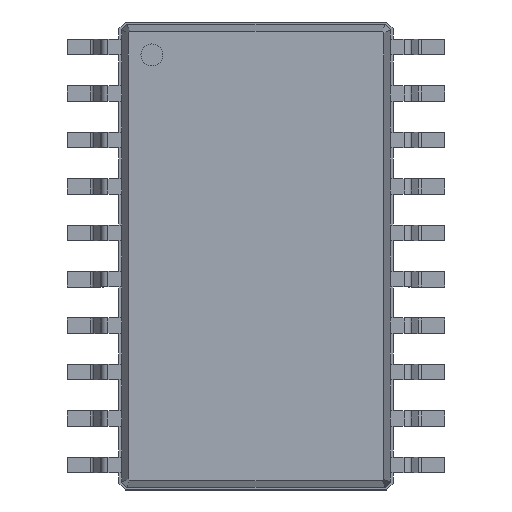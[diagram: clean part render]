
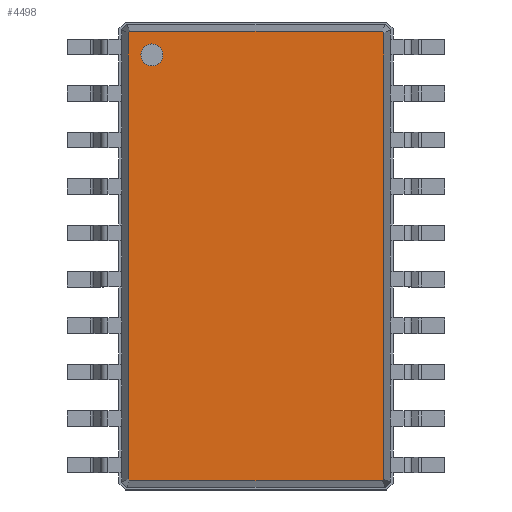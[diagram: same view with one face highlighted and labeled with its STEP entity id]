
A CAD part, top view. The second image highlights one B-rep face of the part: STEP entity #4498.
In plain terms, the highlighted planar face has unit normal (0, 0, 1).
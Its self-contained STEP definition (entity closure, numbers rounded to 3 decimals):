
#13=DIRECTION('',(0.,0.,1.));
#27=VECTOR('',#28,1.);
#28=DIRECTION('',(1.,0.,0.));
#51=VECTOR('',#52,1.);
#52=DIRECTION('',(0.707,-0.707,0.));
#58=VECTOR('',#59,1.);
#59=DIRECTION('',(0.,-1.,0.));
#65=VECTOR('',#66,1.);
#66=DIRECTION('',(-0.707,-0.707,0.));
#72=VECTOR('',#73,1.);
#73=DIRECTION('',(-1.,0.,0.));
#79=VECTOR('',#80,1.);
#80=DIRECTION('',(-0.707,0.707,0.));
#86=VECTOR('',#87,1.);
#87=DIRECTION('',(0.,1.,0.));
#91=VECTOR('',#92,1.);
#92=DIRECTION('',(0.707,0.707,0.));
#1405=VERTEX_POINT('',#1406);
#1406=CARTESIAN_POINT('',(-3.497,6.098,2.55));
#1408=ORIENTED_EDGE('',*,*,#1409,.F.);
#1409=EDGE_CURVE('',#1410,#1405,#1412,.T.);
#1410=VERTEX_POINT('',#1411);
#1411=CARTESIAN_POINT('',(-3.497,-6.098,2.55));
#1412=LINE('',#1411,#86);
#1423=VERTEX_POINT('',#1424);
#1424=CARTESIAN_POINT('',(-3.448,6.147,2.55));
#1426=ORIENTED_EDGE('',*,*,#1427,.F.);
#1427=EDGE_CURVE('',#1405,#1423,#1428,.T.);
#1428=LINE('',#1406,#91);
#1437=VERTEX_POINT('',#1438);
#1438=CARTESIAN_POINT('',(3.448,6.147,2.55));
#1440=ORIENTED_EDGE('',*,*,#1441,.F.);
#1441=EDGE_CURVE('',#1423,#1437,#1442,.T.);
#1442=LINE('',#1424,#27);
#1451=VERTEX_POINT('',#1452);
#1452=CARTESIAN_POINT('',(3.497,6.098,2.55));
#1454=ORIENTED_EDGE('',*,*,#1455,.F.);
#1455=EDGE_CURVE('',#1437,#1451,#1456,.T.);
#1456=LINE('',#1438,#51);
#1545=VERTEX_POINT('',#1546);
#1546=CARTESIAN_POINT('',(3.497,-6.098,2.55));
#1548=ORIENTED_EDGE('',*,*,#1549,.F.);
#1549=EDGE_CURVE('',#1451,#1545,#1550,.T.);
#1550=LINE('',#1452,#58);
#4498=ADVANCED_FACE('',(#4499,#4514),#4524,.T.);
#4499=FACE_BOUND('',#4500,.T.);
#4500=EDGE_LOOP('',(#1440,#1426,#1408,#4501,#4506,#4511,#1548,#1454));
#4501=ORIENTED_EDGE('',*,*,#4502,.F.);
#4502=EDGE_CURVE('',#4503,#1410,#4505,.T.);
#4503=VERTEX_POINT('',#4504);
#4504=CARTESIAN_POINT('',(-3.448,-6.147,2.55));
#4505=LINE('',#4504,#79);
#4506=ORIENTED_EDGE('',*,*,#4507,.F.);
#4507=EDGE_CURVE('',#4508,#4503,#4510,.T.);
#4508=VERTEX_POINT('',#4509);
#4509=CARTESIAN_POINT('',(3.448,-6.147,2.55));
#4510=LINE('',#4509,#72);
#4511=ORIENTED_EDGE('',*,*,#4512,.F.);
#4512=EDGE_CURVE('',#1545,#4508,#4513,.T.);
#4513=LINE('',#1546,#65);
#4514=FACE_BOUND('',#4515,.T.);
#4515=EDGE_LOOP('',(#4516));
#4516=ORIENTED_EDGE('',*,*,#4517,.T.);
#4517=EDGE_CURVE('',#4518,#4518,#4520,.T.);
#4518=VERTEX_POINT('',#4519);
#4519=CARTESIAN_POINT('',(-2.847,5.197,2.55));
#4520=CIRCLE('',#4521,0.3);
#4521=AXIS2_PLACEMENT_3D('',#4522,#4523,#59);
#4522=CARTESIAN_POINT('',(-2.847,5.497,2.55));
#4523=DIRECTION('',(0.,-0.,-1.));
#4524=PLANE('',#4525);
#4525=AXIS2_PLACEMENT_3D('',#1424,#13,#4526);
#4526=DIRECTION('',(0.489,-0.872,0.));
